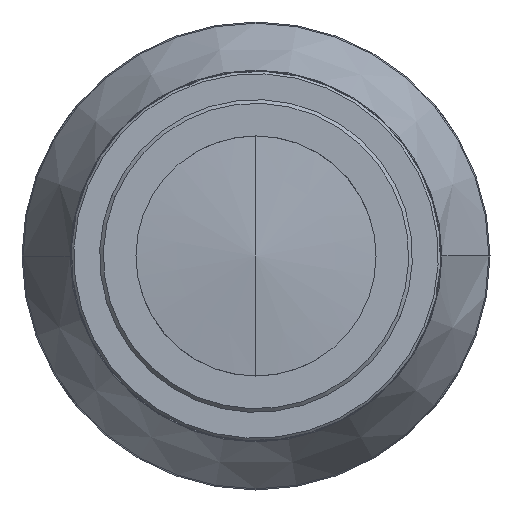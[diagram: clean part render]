
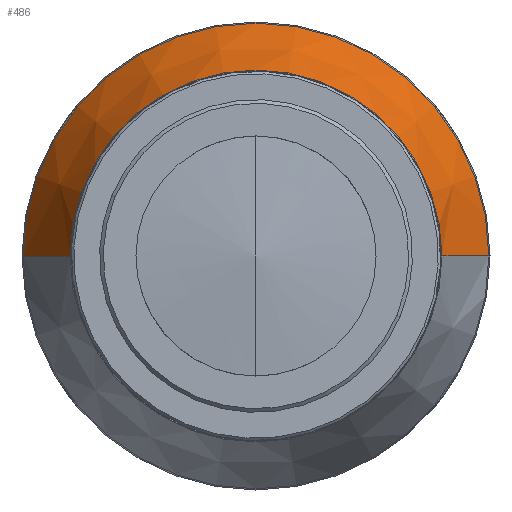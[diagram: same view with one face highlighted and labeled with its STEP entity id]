
A CAD part, left-side view. The second image highlights one B-rep face of the part: STEP entity #486.
In plain terms, the highlighted conical face has half-angle 25 degrees and reference radius 15.094 mm.
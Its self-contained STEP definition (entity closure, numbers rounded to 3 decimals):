
#15 = ORIENTED_EDGE ( 'NONE', *, *, #706, .F. ) ;
#108 = LINE ( 'NONE', #1355, #1331 ) ;
#123 = EDGE_CURVE ( 'NONE', #1257, #617, #509, .T. ) ;
#129 = AXIS2_PLACEMENT_3D ( 'NONE', #1603, #495, #1466 ) ;
#151 = ORIENTED_EDGE ( 'NONE', *, *, #1362, .T. ) ;
#184 = CARTESIAN_POINT ( 'NONE',  ( 13.201, 15.094, 0. ) ) ;
#295 = EDGE_CURVE ( 'NONE', #1069, #1257, #108, .T. ) ;
#345 = VERTEX_POINT ( 'NONE', #1430 ) ;
#387 = CARTESIAN_POINT ( 'NONE',  ( 13.201, 0., 0. ) ) ;
#389 = DIRECTION ( 'NONE',  ( 1., 0., 0. ) ) ;
#421 = ORIENTED_EDGE ( 'NONE', *, *, #1022, .F. ) ;
#436 = ORIENTED_EDGE ( 'NONE', *, *, #295, .F. ) ;
#469 = CONICAL_SURFACE ( 'NONE', #659, 15.094, 0.436 ) ;
#476 = CIRCLE ( 'NONE', #1378, 18.906 ) ;
#486 = ADVANCED_FACE ( 'NONE', ( #894 ), #469, .T. ) ;
#495 = DIRECTION ( 'NONE',  ( -1., 0., 0. ) ) ;
#509 = CIRCLE ( 'NONE', #1614, 18.906 ) ;
#515 = CIRCLE ( 'NONE', #990, 15.094 ) ;
#518 = DIRECTION ( 'NONE',  ( 0., 1., 0. ) ) ;
#588 = ORIENTED_EDGE ( 'NONE', *, *, #123, .F. ) ;
#617 = VERTEX_POINT ( 'NONE', #1599 ) ;
#619 = CARTESIAN_POINT ( 'NONE',  ( 13.201, 0., 15.094 ) ) ;
#643 = DIRECTION ( 'NONE',  ( 0., 1., 0. ) ) ;
#647 = CARTESIAN_POINT ( 'NONE',  ( 13.201, -15.094, 0. ) ) ;
#659 = AXIS2_PLACEMENT_3D ( 'NONE', #387, #1299, #643 ) ;
#706 = EDGE_CURVE ( 'NONE', #617, #1004, #476, .T. ) ;
#722 = DIRECTION ( 'NONE',  ( 0.906, 0.423, 0. ) ) ;
#802 = EDGE_CURVE ( 'NONE', #345, #1004, #838, .T. ) ;
#838 = LINE ( 'NONE', #647, #1450 ) ;
#894 = FACE_OUTER_BOUND ( 'NONE', #1218, .T. ) ;
#990 = AXIS2_PLACEMENT_3D ( 'NONE', #1320, #1711, #518 ) ;
#1004 = VERTEX_POINT ( 'NONE', #1247 ) ;
#1022 = EDGE_CURVE ( 'NONE', #1388, #1069, #1266, .T. ) ;
#1069 = VERTEX_POINT ( 'NONE', #184 ) ;
#1119 = ORIENTED_EDGE ( 'NONE', *, *, #802, .T. ) ;
#1173 = CARTESIAN_POINT ( 'NONE',  ( 21.377, 0., 0. ) ) ;
#1218 = EDGE_LOOP ( 'NONE', ( #151, #1119, #15, #588, #436, #421 ) ) ;
#1247 = CARTESIAN_POINT ( 'NONE',  ( 21.377, -18.906, 0. ) ) ;
#1257 = VERTEX_POINT ( 'NONE', #1439 ) ;
#1266 = CIRCLE ( 'NONE', #129, 15.094 ) ;
#1299 = DIRECTION ( 'NONE',  ( 1., 0., 0. ) ) ;
#1320 = CARTESIAN_POINT ( 'NONE',  ( 13.201, 0., 0. ) ) ;
#1331 = VECTOR ( 'NONE', #722, 1000. ) ;
#1355 = CARTESIAN_POINT ( 'NONE',  ( 13.201, 15.094, 0. ) ) ;
#1362 = EDGE_CURVE ( 'NONE', #1388, #345, #515, .T. ) ;
#1378 = AXIS2_PLACEMENT_3D ( 'NONE', #1173, #1434, #1578 ) ;
#1388 = VERTEX_POINT ( 'NONE', #619 ) ;
#1430 = CARTESIAN_POINT ( 'NONE',  ( 13.201, -15.094, 0. ) ) ;
#1434 = DIRECTION ( 'NONE',  ( 1., 0., 0. ) ) ;
#1439 = CARTESIAN_POINT ( 'NONE',  ( 21.377, 18.906, 0. ) ) ;
#1450 = VECTOR ( 'NONE', #1469, 1000. ) ;
#1466 = DIRECTION ( 'NONE',  ( 0., 0., -1. ) ) ;
#1469 = DIRECTION ( 'NONE',  ( 0.906, -0.423, 0. ) ) ;
#1483 = CARTESIAN_POINT ( 'NONE',  ( 21.377, 0., 0. ) ) ;
#1578 = DIRECTION ( 'NONE',  ( 0., 0., -1. ) ) ;
#1596 = DIRECTION ( 'NONE',  ( 0., 0., -1. ) ) ;
#1599 = CARTESIAN_POINT ( 'NONE',  ( 21.377, 0., 18.906 ) ) ;
#1603 = CARTESIAN_POINT ( 'NONE',  ( 13.201, 0., 0. ) ) ;
#1614 = AXIS2_PLACEMENT_3D ( 'NONE', #1483, #389, #1596 ) ;
#1711 = DIRECTION ( 'NONE',  ( 1., 0., 0. ) ) ;
